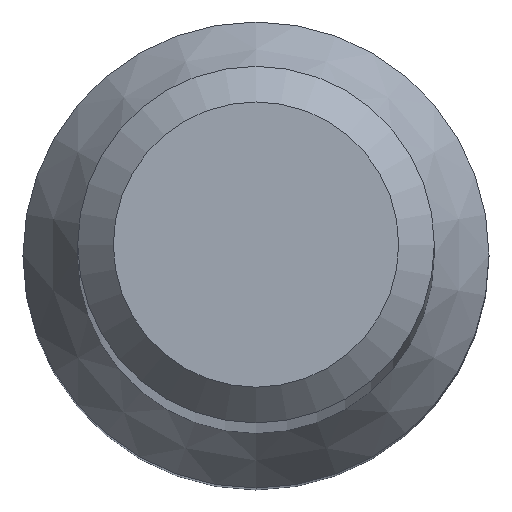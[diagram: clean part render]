
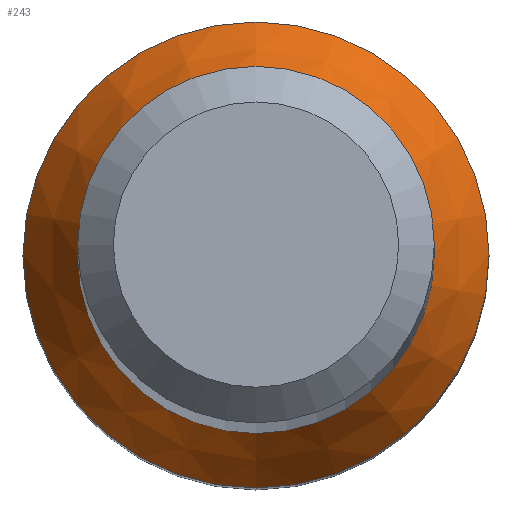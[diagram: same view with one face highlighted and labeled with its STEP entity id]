
A CAD part, top view. The second image highlights one B-rep face of the part: STEP entity #243.
In plain terms, the highlighted conical face has half-angle 30 degrees and reference radius 2.614 mm.
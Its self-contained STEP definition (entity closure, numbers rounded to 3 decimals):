
#1 = EDGE_CURVE ( 'NONE', #76, #76, #58, .T. ) ;
#8 = DIRECTION ( 'NONE',  ( 0., 0., -1. ) ) ;
#9 = VERTEX_POINT ( 'NONE', #17 ) ;
#17 = CARTESIAN_POINT ( 'NONE',  ( 0., 2.614, 12.928 ) ) ;
#28 = FACE_BOUND ( 'NONE', #70, .T. ) ;
#43 = EDGE_CURVE ( 'NONE', #9, #9, #238, .T. ) ;
#48 = FACE_OUTER_BOUND ( 'NONE', #182, .T. ) ;
#58 = CIRCLE ( 'NONE', #211, 2. ) ;
#70 = EDGE_LOOP ( 'NONE', ( #187 ) ) ;
#76 = VERTEX_POINT ( 'NONE', #89 ) ;
#89 = CARTESIAN_POINT ( 'NONE',  ( 0., 2., 13.992 ) ) ;
#96 = DIRECTION ( 'NONE',  ( 0., 0., -1. ) ) ;
#123 = AXIS2_PLACEMENT_3D ( 'NONE', #191, #8, #226 ) ;
#127 = DIRECTION ( 'NONE',  ( 0., 1., 0. ) ) ;
#160 = CARTESIAN_POINT ( 'NONE',  ( 0., 0., 12.928 ) ) ;
#173 = DIRECTION ( 'NONE',  ( 0., 0., -1. ) ) ;
#182 = EDGE_LOOP ( 'NONE', ( #220 ) ) ;
#187 = ORIENTED_EDGE ( 'NONE', *, *, #1, .T. ) ;
#190 = AXIS2_PLACEMENT_3D ( 'NONE', #160, #96, #240 ) ;
#191 = CARTESIAN_POINT ( 'NONE',  ( 0., 0., 12.928 ) ) ;
#195 = CONICAL_SURFACE ( 'NONE', #190, 2.614, 0.524 ) ;
#211 = AXIS2_PLACEMENT_3D ( 'NONE', #229, #173, #127 ) ;
#220 = ORIENTED_EDGE ( 'NONE', *, *, #43, .F. ) ;
#226 = DIRECTION ( 'NONE',  ( 0., 1., 0. ) ) ;
#229 = CARTESIAN_POINT ( 'NONE',  ( 0., 0., 13.992 ) ) ;
#238 = CIRCLE ( 'NONE', #123, 2.614 ) ;
#240 = DIRECTION ( 'NONE',  ( 0., 1., 0. ) ) ;
#243 = ADVANCED_FACE ( 'NONE', ( #28, #48 ), #195, .T. ) ;
